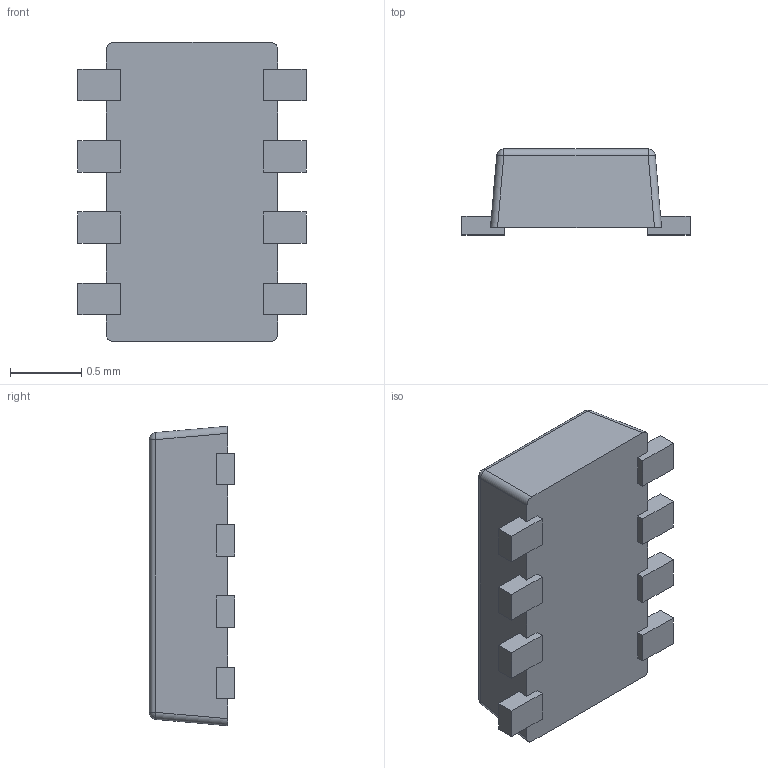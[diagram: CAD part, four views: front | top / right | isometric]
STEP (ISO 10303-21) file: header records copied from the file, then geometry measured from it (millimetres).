
FILE_DESCRIPTION (( 'STEP AP214' ), '1' );
FILE_NAME ('TPS2116DRLR.STEP', '2023-10-10T16:19:34', ( '' ), ( '' ), 'SwSTEP 2.0', 'SolidWorks 2021', '' );
FILE_SCHEMA (( 'AUTOMOTIVE_DESIGN' ));
Length unit declared in the file: millimetre
Products named in the file (1): TPS2116DRLR
Bounding box: 1.6 x 0.6 x 2.1 mm (x, y, z)
Volume: 1.4 mm3; surface area: 10.4 mm2
Topology: 10 solids, 10 shells, 105 faces, 240 edges, 156 vertices
Faces by surface type: plane 89, cylinder 12, sphere 4
Entity records: 3013 total; most frequent: CARTESIAN_POINT 514, ORIENTED_EDGE 480, DIRECTION 468, EDGE_CURVE 240, LINE 216, VECTOR 216, VERTEX_POINT 156, AXIS2_PLACEMENT_3D 126
